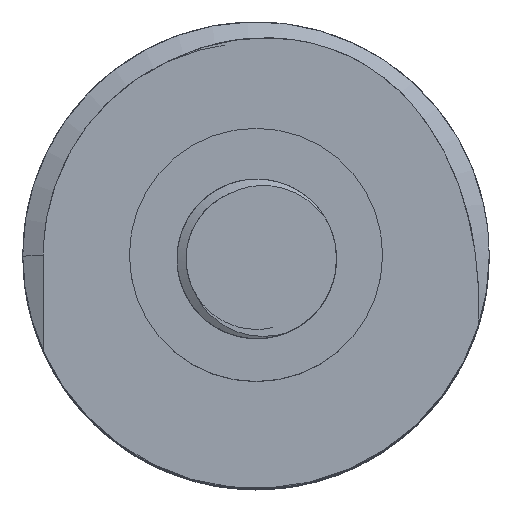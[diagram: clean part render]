
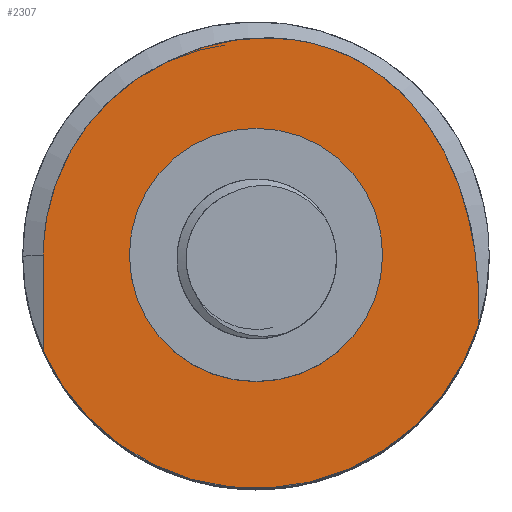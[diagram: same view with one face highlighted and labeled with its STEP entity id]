
A CAD part, top view. The second image highlights one B-rep face of the part: STEP entity #2307.
In plain terms, the highlighted face is planar.
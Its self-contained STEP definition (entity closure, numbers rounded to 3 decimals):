
#327 = AXIS2_PLACEMENT_3D ( 'NONE', #9955, #7500, #13452 ) ;
#329 = ORIENTED_EDGE ( 'NONE', *, *, #10733, .T. ) ;
#368 = CARTESIAN_POINT ( 'NONE',  ( -278.38, 170., -111.638 ) ) ;
#521 = DIRECTION ( 'NONE',  ( 0., -1., 0. ) ) ;
#1514 = CARTESIAN_POINT ( 'NONE',  ( -291.615, 154.056, -111.638 ) ) ;
#1539 = EDGE_CURVE ( 'NONE', #10262, #4151, #11469, .T. ) ;
#1695 = CARTESIAN_POINT ( 'NONE',  ( -296.823, 156.791, -111.638 ) ) ;
#1860 = DIRECTION ( 'NONE',  ( 0., 0., 1. ) ) ;
#1881 = PLANE ( 'NONE',  #327 ) ;
#1904 = ORIENTED_EDGE ( 'NONE', *, *, #11960, .T. ) ;
#2069 = CARTESIAN_POINT ( 'NONE',  ( -302.275, 163.096, -111.638 ) ) ;
#2307 = ADVANCED_FACE ( 'NONE', ( #3009, #3717 ), #1881, .F. ) ;
#2880 = DIRECTION ( 'NONE',  ( 1., 0., 0. ) ) ;
#3009 = FACE_BOUND ( 'NONE', #8666, .T. ) ;
#3099 = CARTESIAN_POINT ( 'NONE',  ( -287.88, 170., -111.638 ) ) ;
#3160 = CIRCLE ( 'NONE', #14815, 9.5 ) ;
#3246 = CARTESIAN_POINT ( 'NONE',  ( -299.326, 158.871, -111.638 ) ) ;
#3717 = FACE_OUTER_BOUND ( 'NONE', #4645, .T. ) ;
#3905 = CARTESIAN_POINT ( 'NONE',  ( -295.069, 155.603, -111.638 ) ) ;
#3965 = EDGE_CURVE ( 'NONE', #7591, #12263, #7867, .T. ) ;
#4151 = VERTEX_POINT ( 'NONE', #8983 ) ;
#4175 = CARTESIAN_POINT ( 'NONE',  ( -297.364, 157.158, -111.638 ) ) ;
#4376 = CARTESIAN_POINT ( 'NONE',  ( -301.362, 161.377, -111.638 ) ) ;
#4427 = LINE ( 'NONE', #5272, #7138 ) ;
#4645 = EDGE_LOOP ( 'NONE', ( #4988, #5242, #11023, #12422 ) ) ;
#4988 = ORIENTED_EDGE ( 'NONE', *, *, #9852, .F. ) ;
#5242 = ORIENTED_EDGE ( 'NONE', *, *, #1539, .T. ) ;
#5272 = CARTESIAN_POINT ( 'NONE',  ( -303.831, 170., -111.638 ) ) ;
#5930 = EDGE_CURVE ( 'NONE', #12263, #4151, #4427, .T. ) ;
#6185 = CARTESIAN_POINT ( 'NONE',  ( -296.823, 156.791, -111.638 ) ) ;
#7138 = VECTOR ( 'NONE', #521, 1000. ) ;
#7347 = B_SPLINE_CURVE_WITH_KNOTS ( 'NONE', 3,
 ( #6185, #3905, #1514, #8366, #12988, #11806 ),
 .UNSPECIFIED., .F., .F.,
 ( 4, 1, 1, 4 ),
 ( 0., 0.13, 0.23, 1. ),
 .UNSPECIFIED. ) ;
#7500 = DIRECTION ( 'NONE',  ( 0., 0., 1. ) ) ;
#7591 = VERTEX_POINT ( 'NONE', #13230 ) ;
#7867 = CIRCLE ( 'NONE', #11654, 17.5 ) ;
#7873 = CARTESIAN_POINT ( 'NONE',  ( -303.511, 166.767, -111.638 ) ) ;
#8366 = CARTESIAN_POINT ( 'NONE',  ( -278.113, 152.51, -111.638 ) ) ;
#8592 = CARTESIAN_POINT ( 'NONE',  ( -287.88, 170., -111.638 ) ) ;
#8666 = EDGE_LOOP ( 'NONE', ( #329, #1904 ) ) ;
#8897 = CARTESIAN_POINT ( 'NONE',  ( -287.88, 170., -111.638 ) ) ;
#8901 = CARTESIAN_POINT ( 'NONE',  ( -300.625, 160.32, -111.638 ) ) ;
#8947 = CARTESIAN_POINT ( 'NONE',  ( -303.831, 170., -111.638 ) ) ;
#8983 = CARTESIAN_POINT ( 'NONE',  ( -303.831, 170., -111.638 ) ) ;
#9006 = CARTESIAN_POINT ( 'NONE',  ( -303.201, 165.516, -111.638 ) ) ;
#9055 = DIRECTION ( 'NONE',  ( 1., 0., 0. ) ) ;
#9332 = VERTEX_POINT ( 'NONE', #13969 ) ;
#9335 = CARTESIAN_POINT ( 'NONE',  ( -296.823, 156.791, -111.638 ) ) ;
#9766 = DIRECTION ( 'NONE',  ( 0., 0., 1. ) ) ;
#9852 = EDGE_CURVE ( 'NONE', #10262, #7591, #7347, .T. ) ;
#9955 = CARTESIAN_POINT ( 'NONE',  ( -287.88, 170., -111.638 ) ) ;
#9980 = CARTESIAN_POINT ( 'NONE',  ( -297.879, 157.555, -111.638 ) ) ;
#10032 = CARTESIAN_POINT ( 'NONE',  ( -303.008, 164.901, -111.638 ) ) ;
#10048 = AXIS2_PLACEMENT_3D ( 'NONE', #8592, #9766, #2880 ) ;
#10129 = CARTESIAN_POINT ( 'NONE',  ( -303.835, 169.347, -111.638 ) ) ;
#10262 = VERTEX_POINT ( 'NONE', #9335 ) ;
#10733 = EDGE_CURVE ( 'NONE', #14110, #9332, #3160, .T. ) ;
#11023 = ORIENTED_EDGE ( 'NONE', *, *, #5930, .F. ) ;
#11246 = CARTESIAN_POINT ( 'NONE',  ( -303.793, 168.694, -111.638 ) ) ;
#11394 = CARTESIAN_POINT ( 'NONE',  ( -302.547, 163.693, -111.638 ) ) ;
#11459 = CARTESIAN_POINT ( 'NONE',  ( -303.831, 177.197, -111.638 ) ) ;
#11469 = B_SPLINE_CURVE_WITH_KNOTS ( 'NONE', 3,
 ( #1695, #4175, #9980, #12324, #3246, #8901, #4376, #2069, #11394, #10032, #9006, #7873, #12439, #11246, #10129, #8947 ),
 .UNSPECIFIED., .F., .F.,
 ( 4, 2, 2, 2, 2, 2, 2, 4 ),
 ( 0., 0.002, 0.004, 0.008, 0.01, 0.012, 0.014, 0.016 ),
 .UNSPECIFIED. ) ;
#11654 = AXIS2_PLACEMENT_3D ( 'NONE', #8897, #13673, #9055 ) ;
#11806 = CARTESIAN_POINT ( 'NONE',  ( -271.163, 175.179, -111.638 ) ) ;
#11960 = EDGE_CURVE ( 'NONE', #9332, #14110, #13438, .T. ) ;
#12263 = VERTEX_POINT ( 'NONE', #11459 ) ;
#12324 = CARTESIAN_POINT ( 'NONE',  ( -298.859, 158.411, -111.638 ) ) ;
#12332 = DIRECTION ( 'NONE',  ( 1., 0., 0. ) ) ;
#12422 = ORIENTED_EDGE ( 'NONE', *, *, #3965, .F. ) ;
#12439 = CARTESIAN_POINT ( 'NONE',  ( -303.631, 167.402, -111.638 ) ) ;
#12988 = CARTESIAN_POINT ( 'NONE',  ( -270.749, 162.767, -111.638 ) ) ;
#13230 = CARTESIAN_POINT ( 'NONE',  ( -271.163, 175.179, -111.638 ) ) ;
#13438 = CIRCLE ( 'NONE', #10048, 9.5 ) ;
#13452 = DIRECTION ( 'NONE',  ( 1., 0., 0. ) ) ;
#13673 = DIRECTION ( 'NONE',  ( 0., 0., 1. ) ) ;
#13969 = CARTESIAN_POINT ( 'NONE',  ( -297.38, 170., -111.638 ) ) ;
#14110 = VERTEX_POINT ( 'NONE', #368 ) ;
#14815 = AXIS2_PLACEMENT_3D ( 'NONE', #3099, #1860, #12332 ) ;
